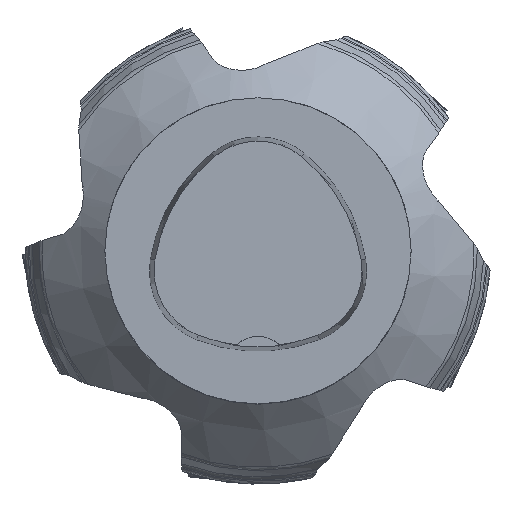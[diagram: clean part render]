
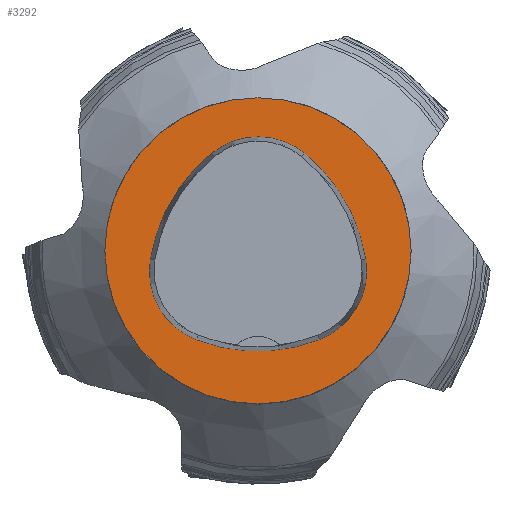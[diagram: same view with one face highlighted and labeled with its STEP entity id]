
A CAD part, top view. The second image highlights one B-rep face of the part: STEP entity #3292.
In plain terms, the highlighted planar face has unit normal (0, 0, 1).
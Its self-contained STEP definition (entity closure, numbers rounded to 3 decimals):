
#1549=FACE_BOUND('',#8095,.T.);
#1550=FACE_BOUND('',#8096,.T.);
#3292=ADVANCED_FACE('',(#1549,#1550),#5137,.T.);
#5137=PLANE('',#36640);
#8095=EDGE_LOOP('',(#15256,#15257,#15258,#15259,#15260,#15261));
#8096=EDGE_LOOP('',(#15262));
#11673=CIRCLE('',#36617,28.);
#11674=CIRCLE('',#36619,12.);
#11675=CIRCLE('',#36621,28.);
#11676=CIRCLE('',#36623,12.);
#11677=CIRCLE('',#36625,28.);
#11678=CIRCLE('',#36627,12.);
#11679=CIRCLE('',#36639,25.);
#15256=ORIENTED_EDGE('',*,*,#28278,.T.);
#15257=ORIENTED_EDGE('',*,*,#28276,.T.);
#15258=ORIENTED_EDGE('',*,*,#28274,.T.);
#15259=ORIENTED_EDGE('',*,*,#28272,.T.);
#15260=ORIENTED_EDGE('',*,*,#28270,.T.);
#15261=ORIENTED_EDGE('',*,*,#28268,.T.);
#15262=ORIENTED_EDGE('',*,*,#28291,.F.);
#24584=VERTEX_POINT('',#56568);
#24585=VERTEX_POINT('',#56570);
#24586=VERTEX_POINT('',#56574);
#24587=VERTEX_POINT('',#56578);
#24588=VERTEX_POINT('',#56582);
#24589=VERTEX_POINT('',#56586);
#24598=VERTEX_POINT('',#56618);
#28268=EDGE_CURVE('',#24585,#24584,#11673,.T.);
#28270=EDGE_CURVE('',#24586,#24585,#11674,.T.);
#28272=EDGE_CURVE('',#24587,#24586,#11675,.T.);
#28274=EDGE_CURVE('',#24588,#24587,#11676,.T.);
#28276=EDGE_CURVE('',#24589,#24588,#11677,.T.);
#28278=EDGE_CURVE('',#24584,#24589,#11678,.T.);
#28291=EDGE_CURVE('',#24598,#24598,#11679,.T.);
#36617=AXIS2_PLACEMENT_3D('',#56569,#41813,#41814);
#36619=AXIS2_PLACEMENT_3D('',#56573,#41818,#41819);
#36621=AXIS2_PLACEMENT_3D('',#56577,#41823,#41824);
#36623=AXIS2_PLACEMENT_3D('',#56581,#41828,#41829);
#36625=AXIS2_PLACEMENT_3D('',#56585,#41833,#41834);
#36627=AXIS2_PLACEMENT_3D('',#56589,#41838,#41839);
#36639=AXIS2_PLACEMENT_3D('',#56617,#41870,#41871);
#36640=AXIS2_PLACEMENT_3D('',#56619,#41872,#41873);
#41813=DIRECTION('',(0.,0.,-1.));
#41814=DIRECTION('',(-1.,0.,0.));
#41818=DIRECTION('',(0.,0.,-1.));
#41819=DIRECTION('',(-1.,0.,0.));
#41823=DIRECTION('',(0.,0.,-1.));
#41824=DIRECTION('',(-1.,0.,0.));
#41828=DIRECTION('',(0.,0.,-1.));
#41829=DIRECTION('',(-1.,0.,0.));
#41833=DIRECTION('',(0.,0.,-1.));
#41834=DIRECTION('',(-1.,0.,0.));
#41838=DIRECTION('',(0.,0.,-1.));
#41839=DIRECTION('',(-1.,0.,0.));
#41870=DIRECTION('',(0.,0.,-1.));
#41871=DIRECTION('',(-1.,0.,0.));
#41872=DIRECTION('',(0.,0.,1.));
#41873=DIRECTION('',(1.,0.,0.));
#56568=CARTESIAN_POINT('',(-10.025,-14.516,0.));
#56569=CARTESIAN_POINT('',(-0.01,11.631,0.));
#56570=CARTESIAN_POINT('',(10.05,-14.499,0.));
#56573=CARTESIAN_POINT('',(5.739,-3.3,0.));
#56574=CARTESIAN_POINT('',(17.59,-1.418,0.));
#56577=CARTESIAN_POINT('',(-10.063,-5.81,0.));
#56578=CARTESIAN_POINT('',(7.567,15.942,0.));
#56581=CARTESIAN_POINT('',(0.011,6.62,0.));
#56582=CARTESIAN_POINT('',(-7.531,15.953,0.));
#56585=CARTESIAN_POINT('',(10.068,-5.824,0.));
#56586=CARTESIAN_POINT('',(-17.584,-1.424,0.));
#56589=CARTESIAN_POINT('',(-5.733,-3.31,0.));
#56617=CARTESIAN_POINT('',(0.,0.,
0.));
#56618=CARTESIAN_POINT('',(-25.,0.,0.));
#56619=CARTESIAN_POINT('',(0.,0.,
0.));
